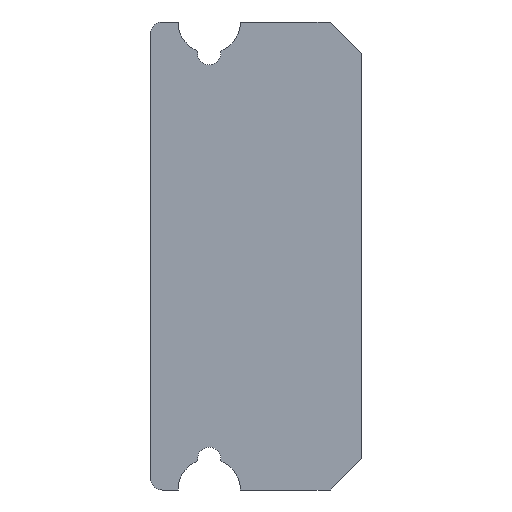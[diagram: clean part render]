
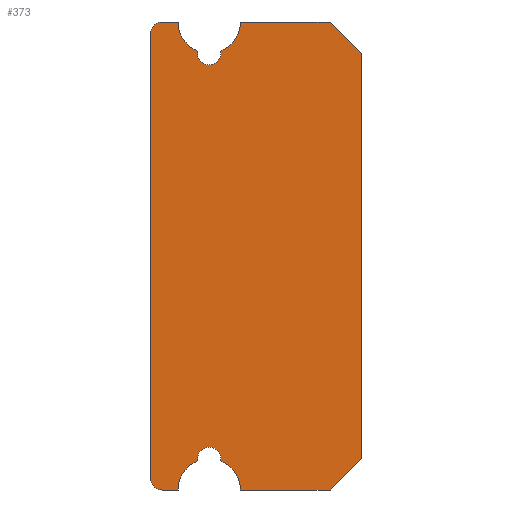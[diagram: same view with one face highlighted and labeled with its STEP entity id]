
A CAD part, left-side view. The second image highlights one B-rep face of the part: STEP entity #373.
In plain terms, the highlighted planar face has unit normal (-1, 0, 0).
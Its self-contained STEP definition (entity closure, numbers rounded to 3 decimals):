
#3 = VERTEX_POINT ( 'NONE', #536 ) ;
#90 = EDGE_CURVE ( 'NONE', #3, #91, #662, .T. ) ;
#91 = VERTEX_POINT ( 'NONE', #692 ) ;
#133 = VERTEX_POINT ( 'NONE', #740 ) ;
#136 = EDGE_CURVE ( 'NONE', #184, #137, #778, .T. ) ;
#137 = VERTEX_POINT ( 'NONE', #726 ) ;
#145 = EDGE_CURVE ( 'NONE', #232, #215, #711, .T. ) ;
#151 = EDGE_CURVE ( 'NONE', #375, #252, #748, .T. ) ;
#172 = EDGE_CURVE ( 'NONE', #231, #232, #798, .T. ) ;
#176 = VERTEX_POINT ( 'NONE', #790 ) ;
#177 = EDGE_CURVE ( 'NONE', #218, #176, #585, .T. ) ;
#184 = VERTEX_POINT ( 'NONE', #854 ) ;
#189 = VERTEX_POINT ( 'NONE', #874 ) ;
#215 = VERTEX_POINT ( 'NONE', #921 ) ;
#216 = EDGE_CURVE ( 'NONE', #215, #133, #905, .T. ) ;
#218 = VERTEX_POINT ( 'NONE', #932 ) ;
#231 = VERTEX_POINT ( 'NONE', #910 ) ;
#232 = VERTEX_POINT ( 'NONE', #899 ) ;
#248 = ORIENTED_EDGE ( 'NONE', *, *, #177, .F. ) ;
#249 = ORIENTED_EDGE ( 'NONE', *, *, #328, .T. ) ;
#252 = VERTEX_POINT ( 'NONE', #1004 ) ;
#284 = ORIENTED_EDGE ( 'NONE', *, *, #343, .T. ) ;
#292 = EDGE_LOOP ( 'NONE', ( #380, #284, #248, #249, #386, #331, #309, #363, #310, #362, #308, #294, #387, #315, #368, #332, #333 ) ) ;
#294 = ORIENTED_EDGE ( 'NONE', *, *, #295, .T. ) ;
#295 = EDGE_CURVE ( 'NONE', #231, #389, #1059, .T. ) ;
#300 = VERTEX_POINT ( 'NONE', #1026 ) ;
#308 = ORIENTED_EDGE ( 'NONE', *, *, #172, .F. ) ;
#309 = ORIENTED_EDGE ( 'NONE', *, *, #312, .F. ) ;
#310 = ORIENTED_EDGE ( 'NONE', *, *, #216, .F. ) ;
#312 = EDGE_CURVE ( 'NONE', #300, #189, #1080, .T. ) ;
#313 = EDGE_CURVE ( 'NONE', #389, #3, #1087, .T. ) ;
#314 = VERTEX_POINT ( 'NONE', #1112 ) ;
#315 = ORIENTED_EDGE ( 'NONE', *, *, #90, .T. ) ;
#327 = EDGE_CURVE ( 'NONE', #314, #189, #1180, .T. ) ;
#328 = EDGE_CURVE ( 'NONE', #218, #330, #1084, .T. ) ;
#330 = VERTEX_POINT ( 'NONE', #1158 ) ;
#331 = ORIENTED_EDGE ( 'NONE', *, *, #327, .T. ) ;
#332 = ORIENTED_EDGE ( 'NONE', *, *, #136, .F. ) ;
#333 = ORIENTED_EDGE ( 'NONE', *, *, #388, .T. ) ;
#343 = EDGE_CURVE ( 'NONE', #375, #176, #1120, .T. ) ;
#354 = EDGE_CURVE ( 'NONE', #330, #314, #1116, .T. ) ;
#362 = ORIENTED_EDGE ( 'NONE', *, *, #145, .F. ) ;
#363 = ORIENTED_EDGE ( 'NONE', *, *, #402, .F. ) ;
#368 = ORIENTED_EDGE ( 'NONE', *, *, #369, .T. ) ;
#369 = EDGE_CURVE ( 'NONE', #91, #137, #1074, .T. ) ;
#373 = ADVANCED_FACE ( 'NONE', ( #1150 ), #1148, .F. ) ;
#375 = VERTEX_POINT ( 'NONE', #1093 ) ;
#380 = ORIENTED_EDGE ( 'NONE', *, *, #151, .F. ) ;
#386 = ORIENTED_EDGE ( 'NONE', *, *, #354, .T. ) ;
#387 = ORIENTED_EDGE ( 'NONE', *, *, #313, .T. ) ;
#388 = EDGE_CURVE ( 'NONE', #184, #252, #1244, .T. ) ;
#389 = VERTEX_POINT ( 'NONE', #1224 ) ;
#402 = EDGE_CURVE ( 'NONE', #133, #300, #1267, .T. ) ;
#536 = CARTESIAN_POINT ( 'NONE',  ( -50., 1.95, 2.45 ) ) ;
#585 = LINE ( 'NONE', #696, #863 ) ;
#662 = CIRCLE ( 'NONE', #670, 0.15 ) ;
#670 = AXIS2_PLACEMENT_3D ( 'NONE', #683, #682, #681 ) ;
#681 = DIRECTION ( 'NONE',  ( 0., 0., 1. ) ) ;
#682 = DIRECTION ( 'NONE',  ( 1., 0., 0. ) ) ;
#683 = CARTESIAN_POINT ( 'NONE',  ( -50., 1.95, 2.6 ) ) ;
#692 = CARTESIAN_POINT ( 'NONE',  ( -50., 2.097, 2.628 ) ) ;
#696 = CARTESIAN_POINT ( 'NONE',  ( -50., 0.4, -3. ) ) ;
#711 = LINE ( 'NONE', #819, #818 ) ;
#726 = CARTESIAN_POINT ( 'NONE',  ( -50., 2.35, 3. ) ) ;
#727 = DIRECTION ( 'NONE',  ( 0., -1., 0. ) ) ;
#728 = VECTOR ( 'NONE', #727, 1000. ) ;
#740 = CARTESIAN_POINT ( 'NONE',  ( -50., 0., -2.6 ) ) ;
#746 = VECTOR ( 'NONE', #784, 1000. ) ;
#747 = CARTESIAN_POINT ( 'NONE',  ( -50., 2.7, -3. ) ) ;
#748 = LINE ( 'NONE', #747, #746 ) ;
#777 = CARTESIAN_POINT ( 'NONE',  ( -50., 0.4, 3. ) ) ;
#778 = LINE ( 'NONE', #777, #728 ) ;
#784 = DIRECTION ( 'NONE',  ( 0., 0., 1. ) ) ;
#790 = CARTESIAN_POINT ( 'NONE',  ( -50., 2.55, -3. ) ) ;
#795 = DIRECTION ( 'NONE',  ( 0., -1., 0. ) ) ;
#796 = VECTOR ( 'NONE', #795, 1000. ) ;
#797 = CARTESIAN_POINT ( 'NONE',  ( -50., 0.4, 3. ) ) ;
#798 = LINE ( 'NONE', #797, #796 ) ;
#817 = DIRECTION ( 'NONE',  ( 0., -0.707, -0.707 ) ) ;
#818 = VECTOR ( 'NONE', #817, 1000. ) ;
#819 = CARTESIAN_POINT ( 'NONE',  ( -50., 0., 2.6 ) ) ;
#854 = CARTESIAN_POINT ( 'NONE',  ( -50., 2.55, 3. ) ) ;
#863 = VECTOR ( 'NONE', #877, 1000. ) ;
#874 = CARTESIAN_POINT ( 'NONE',  ( -50., 1.55, -3. ) ) ;
#877 = DIRECTION ( 'NONE',  ( 0., 1., 0. ) ) ;
#899 = CARTESIAN_POINT ( 'NONE',  ( -50., 0.4, 3. ) ) ;
#905 = LINE ( 'NONE', #940, #939 ) ;
#910 = CARTESIAN_POINT ( 'NONE',  ( -50., 1.55, 3. ) ) ;
#921 = CARTESIAN_POINT ( 'NONE',  ( -50., 0., 2.6 ) ) ;
#932 = CARTESIAN_POINT ( 'NONE',  ( -50., 2.35, -3. ) ) ;
#938 = DIRECTION ( 'NONE',  ( 0., 0., -1. ) ) ;
#939 = VECTOR ( 'NONE', #938, 1000. ) ;
#940 = CARTESIAN_POINT ( 'NONE',  ( -50., 0., -2.6 ) ) ;
#1004 = CARTESIAN_POINT ( 'NONE',  ( -50., 2.7, 2.85 ) ) ;
#1026 = CARTESIAN_POINT ( 'NONE',  ( -50., 0.4, -3. ) ) ;
#1045 = DIRECTION ( 'NONE',  ( 0., 0., 1. ) ) ;
#1046 = DIRECTION ( 'NONE',  ( 1., 0., 0. ) ) ;
#1047 = CARTESIAN_POINT ( 'NONE',  ( -50., 1.95, 3. ) ) ;
#1048 = AXIS2_PLACEMENT_3D ( 'NONE', #1047, #1046, #1045 ) ;
#1059 = CIRCLE ( 'NONE', #1048, 0.4 ) ;
#1071 = DIRECTION ( 'NONE',  ( 0., 0., 1. ) ) ;
#1072 = DIRECTION ( 'NONE',  ( 1., 0., 0. ) ) ;
#1073 = AXIS2_PLACEMENT_3D ( 'NONE', #1136, #1072, #1071 ) ;
#1074 = CIRCLE ( 'NONE', #1073, 0.4 ) ;
#1076 = DIRECTION ( 'NONE',  ( 1., 0., 0. ) ) ;
#1077 = CARTESIAN_POINT ( 'NONE',  ( -50., 1.95, -2.6 ) ) ;
#1078 = AXIS2_PLACEMENT_3D ( 'NONE', #1077, #1076, #1170 ) ;
#1079 = DIRECTION ( 'NONE',  ( 0., 0., 1. ) ) ;
#1080 = LINE ( 'NONE', #1113, #1086 ) ;
#1081 = DIRECTION ( 'NONE',  ( 0., 0., -1. ) ) ;
#1082 = DIRECTION ( 'NONE',  ( 1., 0., 0. ) ) ;
#1083 = AXIS2_PLACEMENT_3D ( 'NONE', #1143, #1082, #1081 ) ;
#1084 = CIRCLE ( 'NONE', #1083, 0.4 ) ;
#1085 = DIRECTION ( 'NONE',  ( 1., 0., 0. ) ) ;
#1086 = VECTOR ( 'NONE', #1111, 1000. ) ;
#1087 = CIRCLE ( 'NONE', #1102, 0.15 ) ;
#1093 = CARTESIAN_POINT ( 'NONE',  ( -50., 2.7, -2.85 ) ) ;
#1102 = AXIS2_PLACEMENT_3D ( 'NONE', #1181, #1085, #1079 ) ;
#1107 = CARTESIAN_POINT ( 'NONE',  ( -50., 2.55, -2.85 ) ) ;
#1111 = DIRECTION ( 'NONE',  ( 0., 1., 0. ) ) ;
#1112 = CARTESIAN_POINT ( 'NONE',  ( -50., 1.803, -2.628 ) ) ;
#1113 = CARTESIAN_POINT ( 'NONE',  ( -50., 0.4, -3. ) ) ;
#1115 = DIRECTION ( 'NONE',  ( 0., 0., -1. ) ) ;
#1116 = CIRCLE ( 'NONE', #1078, 0.15 ) ;
#1117 = DIRECTION ( 'NONE',  ( 0., 0., -1. ) ) ;
#1118 = DIRECTION ( 'NONE',  ( -1., 0., 0. ) ) ;
#1119 = AXIS2_PLACEMENT_3D ( 'NONE', #1107, #1118, #1117 ) ;
#1120 = CIRCLE ( 'NONE', #1119, 0.15 ) ;
#1136 = CARTESIAN_POINT ( 'NONE',  ( -50., 1.95, 3. ) ) ;
#1140 = DIRECTION ( 'NONE',  ( 1., 0., 0. ) ) ;
#1141 = CARTESIAN_POINT ( 'NONE',  ( -50., 1.95, -3. ) ) ;
#1142 = AXIS2_PLACEMENT_3D ( 'NONE', #1141, #1140, #1115 ) ;
#1143 = CARTESIAN_POINT ( 'NONE',  ( -50., 1.95, -3. ) ) ;
#1144 = DIRECTION ( 'NONE',  ( 0., 0., -1. ) ) ;
#1145 = DIRECTION ( 'NONE',  ( 1., 0., 0. ) ) ;
#1146 = CARTESIAN_POINT ( 'NONE',  ( -50., 2.7, 3. ) ) ;
#1147 = AXIS2_PLACEMENT_3D ( 'NONE', #1146, #1145, #1144 ) ;
#1148 = PLANE ( 'NONE',  #1147 ) ;
#1150 = FACE_OUTER_BOUND ( 'NONE', #292, .T. ) ;
#1158 = CARTESIAN_POINT ( 'NONE',  ( -50., 2.097, -2.628 ) ) ;
#1170 = DIRECTION ( 'NONE',  ( 0., 0., -1. ) ) ;
#1180 = CIRCLE ( 'NONE', #1142, 0.4 ) ;
#1181 = CARTESIAN_POINT ( 'NONE',  ( -50., 1.95, 2.6 ) ) ;
#1205 = DIRECTION ( 'NONE',  ( 0., 0., -1. ) ) ;
#1218 = DIRECTION ( 'NONE',  ( -1., 0., 0. ) ) ;
#1223 = CARTESIAN_POINT ( 'NONE',  ( -50., 2.55, 2.85 ) ) ;
#1224 = CARTESIAN_POINT ( 'NONE',  ( -50., 1.803, 2.628 ) ) ;
#1228 = AXIS2_PLACEMENT_3D ( 'NONE', #1223, #1218, #1205 ) ;
#1244 = CIRCLE ( 'NONE', #1228, 0.15 ) ;
#1262 = DIRECTION ( 'NONE',  ( 0., 0.707, -0.707 ) ) ;
#1263 = VECTOR ( 'NONE', #1262, 1000. ) ;
#1266 = CARTESIAN_POINT ( 'NONE',  ( -50., 0., -2.6 ) ) ;
#1267 = LINE ( 'NONE', #1266, #1263 ) ;
